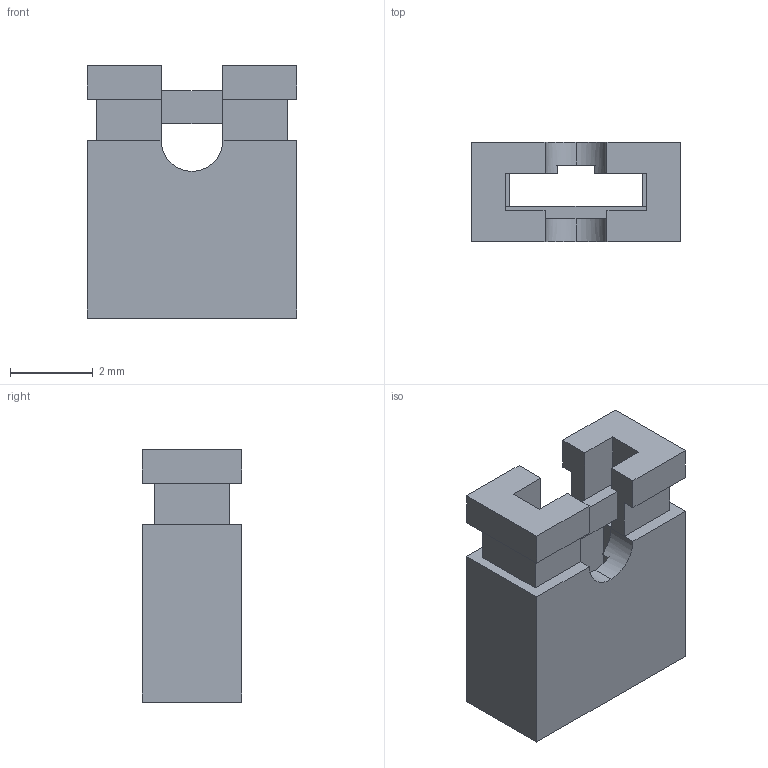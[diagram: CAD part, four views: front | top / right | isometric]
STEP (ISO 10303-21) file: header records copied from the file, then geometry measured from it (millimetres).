
FILE_DESCRIPTION (( 'STEP AP214' ), '1' );
FILE_NAME ('MJ-0.STEP', '2016-07-04T12:59:48', ( '砐錪賧瘔蠈錪 Windows' ), ( '' ), 'SwSTEP 2.0', 'SolidWorks 2012', '' );
FILE_SCHEMA (( 'AUTOMOTIVE_DESIGN' ));
Length unit declared in the file: millimetre
Products named in the file (3): MJ-0 plastic; MJ-0 metal; MJ-0
Assembly tree (2 placements, depth 2):
  MJ-0
    MJ-0 plastic
    MJ-0 metal
Bounding box: 5.08 x 2.4 x 6.1 mm (x, y, z)
Volume: 46.8 mm3; surface area: 213.6 mm2
Topology: 2 solids, 2 shells, 61 faces, 170 edges, 112 vertices
Faces by surface type: plane 57, cylinder 4
Entity records: 2713 total; most frequent: CARTESIAN_POINT 348, ORIENTED_EDGE 340, DIRECTION 314, EDGE_CURVE 170, VECTOR 158, LINE 158, VERTEX_POINT 112, AXIS2_PLACEMENT_3D 78
